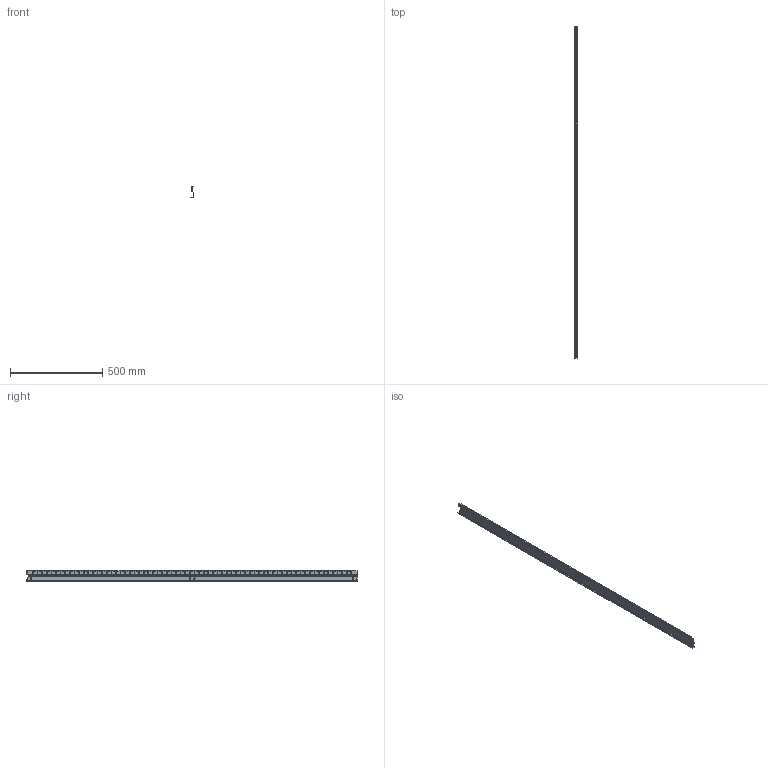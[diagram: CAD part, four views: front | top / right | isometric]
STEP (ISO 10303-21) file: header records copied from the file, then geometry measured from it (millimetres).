
FILE_DESCRIPTION((''),'2;1');
FILE_NAME('PRT0029','2023-02-14T11:30:36',('klemen.sitar'),('Audax d.o.o.'),'CREO PARAMETRIC BY PTC INC, 2021304','CREO PARAMETRIC BY PTC INC, 2021304','');
FILE_SCHEMA(('AP242_MANAGED_MODEL_BASED_3D_ENGINEERING_MIM_LF { 1 0 10303 442 1 1 4 }'));
Length unit declared in the file: millimetre
Products named in the file (1): PRT0029
Bounding box: 17 x 1798.5 x 59 mm (x, y, z)
Volume: 207597.7 mm3; surface area: 291980.1 mm2
Topology: 1 solids, 1 shells, 757 faces, 2259 edges, 1504 vertices
Faces by surface type: cylinder 724, plane 33
Entity records: 34720 total; most frequent: DIRECTION 5224, CARTESIAN_POINT 4527, ORIENTED_EDGE 4518, PRESENTATION_STYLE_ASSIGNMENT 2262, STYLED_ITEM 2262, CURVE_STYLE 2261, EDGE_CURVE 2259, AXIS2_PLACEMENT_3D 2207
